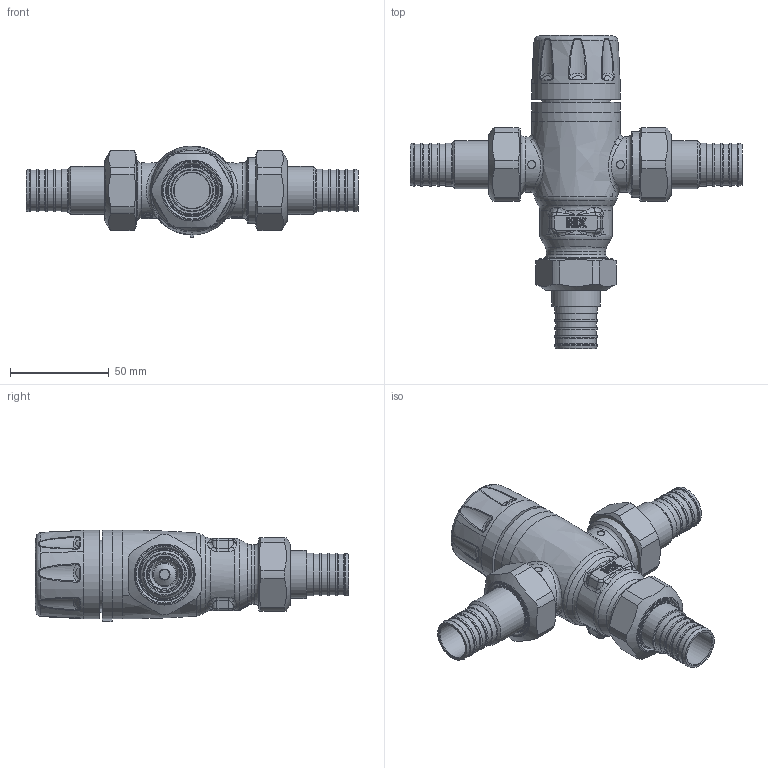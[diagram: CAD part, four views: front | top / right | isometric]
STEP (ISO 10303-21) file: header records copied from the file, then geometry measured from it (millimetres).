
FILE_DESCRIPTION(/* description */ (''),/* implementation_level */ '2;1');
FILE_NAME(/* name */ '521607A_Simplify_1.stp',/* time_stamp */ '2025-07-31T08:17:28-05:00',/* author */ ('ischreiner'),/* organization */ (''),/* preprocessor_version */ 'ST-DEVELOPER v20',/* originating_system */ 'Autodesk Inventor 2025',/* authorisation */ '');
FILE_SCHEMA (('AUTOMOTIVE_DESIGN { 1 0 10303 214 3 1 1 }'));
Length unit declared in the file: inch
Products named in the file (1): 521607A_Simplify_1
Bounding box: 168.35 x 158.89 x 46.5 mm (x, y, z)
Volume: 235422.1 mm3; surface area: 63426.5 mm2
Topology: 9 solids, 9 shells, 1921 faces, 4633 edges, 2721 vertices
Faces by surface type: bspline 607, plane 546, cylinder 471, torus 126, cone 103, sphere 68
Full cylindrical faces by diameter (mm): 2 x1, 4 x2, 5.24 x2, 8 x1, 9 x1, 12.6 x2, 16.256 x2, 16.55 x2, 18.161 x3, 19.55 x2, 19.6 x4, 19.812 x1, 20.091 x4, 20.574 x2, 20.6 x2, 20.701 x12, 21.742 x15, 22 x2, 24.384 x3, 26.416 x3, 26.924 x3, 28 x2, 29.972 x3, 30 x1, 30.302 x3, 31 x1, 33.1 x3, 45 x2
Entity records: 103065 total; most frequent: CARTESIAN_POINT 59341, ORIENTED_EDGE 9054, DIRECTION 8167, EDGE_CURVE 4527, AXIS2_PLACEMENT_3D 3282, VERTEX_POINT 2721, EDGE_LOOP 2046, STYLED_ITEM 1930
